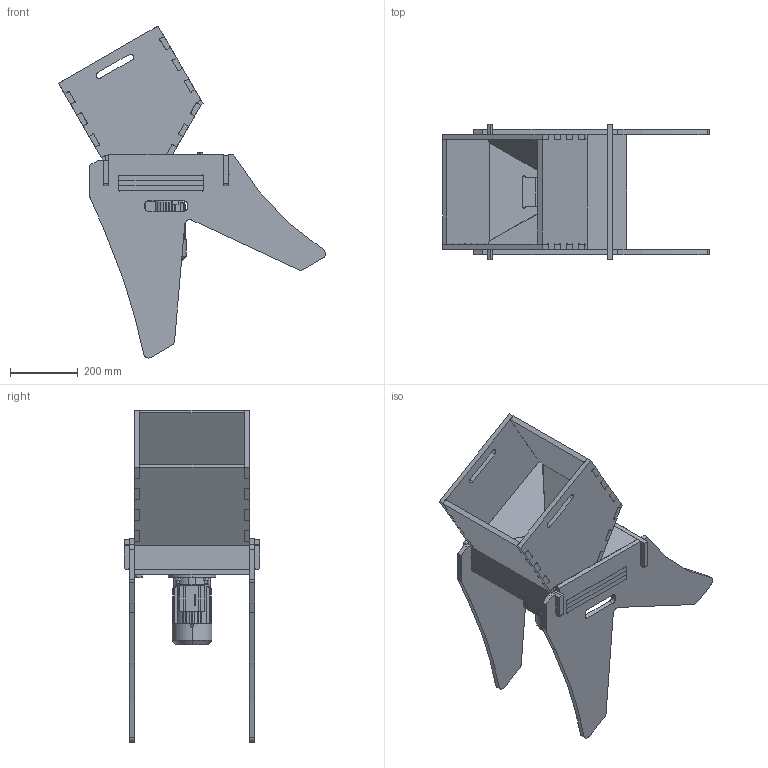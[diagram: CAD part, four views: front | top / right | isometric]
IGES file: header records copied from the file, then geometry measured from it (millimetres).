
Global section: file name: Dehuller v2; native system: Autodesk Inventor 2023; preprocessor: unknown; author: AV; organization: Darachbeg Croft; date: 20221002.152131; units: millimetre
Bounding box: 785.35 x 398.25 x 977.04 mm (x, y, z)
Volume: 22832237.2 mm3; surface area: 3732508.2 mm2
Topology: 101 solids, 101 shells, 2156 faces, 5822 edges, 3921 vertices
Faces by surface type: bspline 2156
